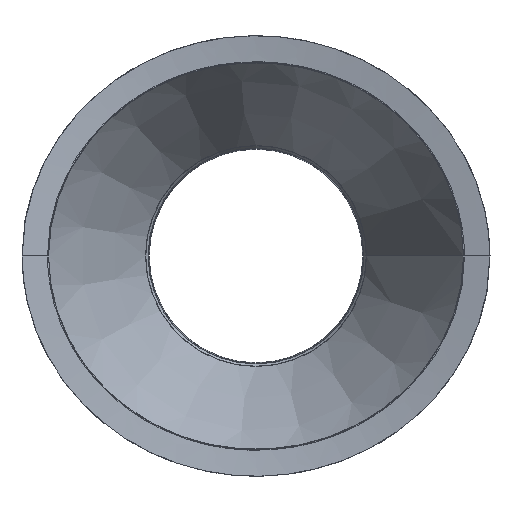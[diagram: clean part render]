
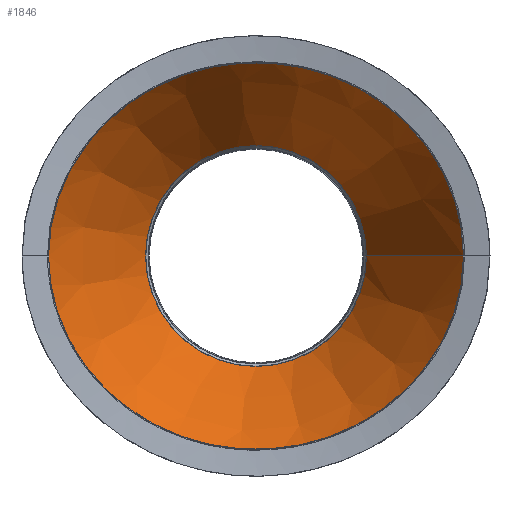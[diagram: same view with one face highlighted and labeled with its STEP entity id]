
A CAD part, front view. The second image highlights one B-rep face of the part: STEP entity #1846.
In plain terms, the highlighted conical face has half-angle 30 degrees and reference radius 61.159 mm.
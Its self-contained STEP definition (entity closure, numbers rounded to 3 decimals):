
#122=CARTESIAN_POINT('',(114.868,485.907,0.0));
#123=VERTEX_POINT('',#122);
#303=CARTESIAN_POINT('',(-114.868,485.907,0.0));
#304=VERTEX_POINT('',#303);
#305=CARTESIAN_POINT('',(-114.868,485.907,0.));
#306=CARTESIAN_POINT('',(-114.868,485.907,-12.747));
#307=CARTESIAN_POINT('',(-112.41,486.513,-25.287));
#308=CARTESIAN_POINT('',(-103.026,488.612,-48.818));
#309=CARTESIAN_POINT('',(-96.234,490.064,-59.547));
#310=CARTESIAN_POINT('',(-78.116,493.34,-79.575));
#311=CARTESIAN_POINT('',(-66.409,495.149,-88.296));
#312=CARTESIAN_POINT('',(-39.388,498.093,-101.588));
#313=CARTESIAN_POINT('',(-24.074,499.128,-105.674));
#314=CARTESIAN_POINT('',(5.022,499.623,-107.673));
#315=CARTESIAN_POINT('',(18.491,499.29,-106.381));
#316=CARTESIAN_POINT('',(45.612,497.557,-99.14));
#317=CARTESIAN_POINT('',(58.95,496.074,-92.826));
#318=CARTESIAN_POINT('',(82.528,492.659,-75.608));
#319=CARTESIAN_POINT('',(92.599,490.758,-64.789));
#320=CARTESIAN_POINT('',(105.515,488.081,-43.379));
#321=CARTESIAN_POINT('',(109.54,487.158,-33.745));
#322=CARTESIAN_POINT('',(113.906,486.14,-15.891));
#323=CARTESIAN_POINT('',(114.868,485.907,-7.972));
#324=CARTESIAN_POINT('',(114.868,485.907,0.));
#325=B_SPLINE_CURVE_WITH_KNOTS('',3,(#305,#306,#307,#308,#309,#310,#311,#312,#313,#314,#315,#316,#317,#318,#319,#320,#321,#322,#323,#324),.UNSPECIFIED.,.F.,.U.,(4,2,2,2,2,2,2,2,2,4),(0.0,3.824,7.626,11.981,16.684,20.703,25.096,29.508,32.639,35.03),.UNSPECIFIED.);
#326=EDGE_CURVE('',#304,#123,#325,.T.);
#514=CARTESIAN_POINT('',(114.868,485.907,0.002));
#515=VERTEX_POINT('',#514);
#516=CARTESIAN_POINT('',(114.868,485.907,0.002));
#517=CARTESIAN_POINT('',(114.868,485.907,12.749));
#518=CARTESIAN_POINT('',(112.41,486.513,25.289));
#519=CARTESIAN_POINT('',(103.025,488.612,48.82));
#520=CARTESIAN_POINT('',(96.233,490.064,59.548));
#521=CARTESIAN_POINT('',(78.114,493.34,79.576));
#522=CARTESIAN_POINT('',(66.407,495.149,88.297));
#523=CARTESIAN_POINT('',(39.386,498.093,101.589));
#524=CARTESIAN_POINT('',(24.072,499.128,105.675));
#525=CARTESIAN_POINT('',(-5.025,499.623,107.673));
#526=CARTESIAN_POINT('',(-18.495,499.29,106.381));
#527=CARTESIAN_POINT('',(-45.615,497.557,99.139));
#528=CARTESIAN_POINT('',(-58.953,496.074,92.824));
#529=CARTESIAN_POINT('',(-82.53,492.659,75.605));
#530=CARTESIAN_POINT('',(-92.601,490.757,64.787));
#531=CARTESIAN_POINT('',(-105.516,488.081,43.377));
#532=CARTESIAN_POINT('',(-109.541,487.158,33.744));
#533=CARTESIAN_POINT('',(-113.906,486.14,15.89));
#534=CARTESIAN_POINT('',(-114.868,485.907,7.972));
#535=CARTESIAN_POINT('',(-114.868,485.907,0.));
#536=B_SPLINE_CURVE_WITH_KNOTS('',3,(#516,#517,#518,#519,#520,#521,#522,#523,#524,#525,#526,#527,#528,#529,#530,#531,#532,#533,#534,#535),.UNSPECIFIED.,.F.,.U.,(4,2,2,2,2,2,2,2,2,4),(0.,3.824,7.626,11.981,16.684,20.703,25.096,29.508,32.639,35.03),.UNSPECIFIED.);
#537=EDGE_CURVE('',#515,#304,#536,.T.);
#1791=CARTESIAN_POINT('',(61.159,578.934,0.001));
#1792=VERTEX_POINT('',#1791);
#1793=CARTESIAN_POINT('',(61.159,578.934,0.001));
#1794=DIRECTION('',(0.5,-0.866,0.));
#1795=VECTOR('',#1794,107.418);
#1796=LINE('',#1793,#1795);
#1797=EDGE_CURVE('',#1792,#515,#1796,.T.);
#1821=CARTESIAN_POINT('',(0.0,578.934,0.0));
#1822=DIRECTION('',(0.0,-1.0,0.0));
#1823=DIRECTION('',(1.,0.0,0.));
#1824=AXIS2_PLACEMENT_3D('',#1821,#1822,#1823);
#1825=CONICAL_SURFACE('',#1824,61.159,30.);
#1826=ORIENTED_EDGE('',*,*,#326,.T.);
#1827=CARTESIAN_POINT('',(61.159,578.934,0.0));
#1828=VERTEX_POINT('',#1827);
#1829=CARTESIAN_POINT('',(61.159,578.934,0.0));
#1830=DIRECTION('',(0.5,-0.866,0.0));
#1831=VECTOR('',#1830,107.418);
#1832=LINE('',#1829,#1831);
#1833=EDGE_CURVE('',#1828,#123,#1832,.T.);
#1834=ORIENTED_EDGE('',*,*,#1833,.F.);
#1835=CARTESIAN_POINT('',(0.0,578.934,0.0));
#1836=DIRECTION('',(0.0,1.0,0.0));
#1837=DIRECTION('',(1.0,0.0,0.0));
#1838=AXIS2_PLACEMENT_3D('',#1835,#1836,#1837);
#1839=CIRCLE('',#1838,61.159);
#1840=EDGE_CURVE('',#1828,#1792,#1839,.T.);
#1841=ORIENTED_EDGE('',*,*,#1840,.T.);
#1842=ORIENTED_EDGE('',*,*,#1797,.T.);
#1843=ORIENTED_EDGE('',*,*,#537,.T.);
#1844=EDGE_LOOP('',(#1826,#1834,#1841,#1842,#1843));
#1845=FACE_OUTER_BOUND('',#1844,.T.);
#1846=ADVANCED_FACE('',(#1845),#1825,.F.);
